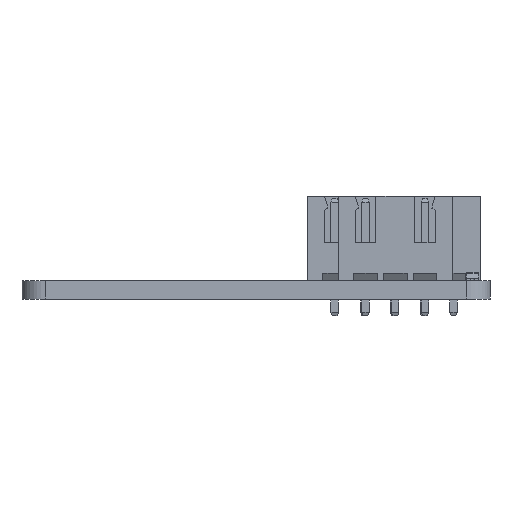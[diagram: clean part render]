
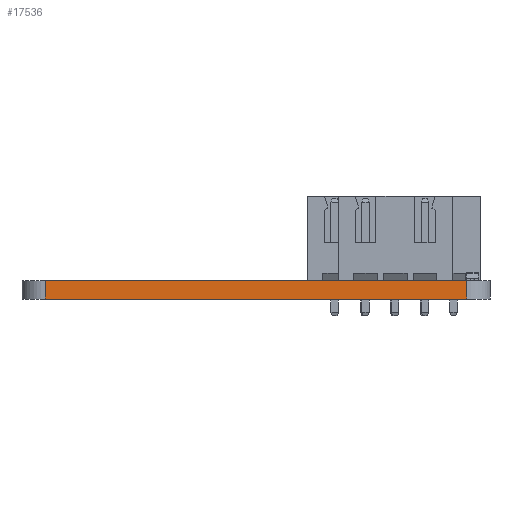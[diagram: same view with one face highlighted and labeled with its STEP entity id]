
A CAD part, front view. The second image highlights one B-rep face of the part: STEP entity #17536.
In plain terms, the highlighted planar face has unit normal (0, -1, 0).
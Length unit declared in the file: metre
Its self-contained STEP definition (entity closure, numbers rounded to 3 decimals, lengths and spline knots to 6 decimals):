
#5213=ORIENTED_EDGE('',*,*,#7597,.T.);
#5214=ORIENTED_EDGE('',*,*,#7637,.T.);
#5215=ORIENTED_EDGE('',*,*,#7628,.F.);
#5216=ORIENTED_EDGE('',*,*,#7636,.F.);
#7597=EDGE_CURVE('',#9108,#9107,#11397,.T.);
#7628=EDGE_CURVE('',#9138,#9139,#11400,.T.);
#7636=EDGE_CURVE('',#9108,#9138,#11406,.T.);
#7637=EDGE_CURVE('',#9107,#9139,#11407,.T.);
#9107=VERTEX_POINT('',#30166);
#9108=VERTEX_POINT('',#30168);
#9138=VERTEX_POINT('',#30229);
#9139=VERTEX_POINT('',#30231);
#11397=LINE('',#30167,#13665);
#11400=LINE('',#30230,#13668);
#11406=LINE('',#30245,#13674);
#11407=LINE('',#30247,#13675);
#13665=VECTOR('',#25329,1.);
#13668=VECTOR('',#25390,1.);
#13674=VECTOR('',#25406,1.);
#13675=VECTOR('',#25409,1.);
#14656=EDGE_LOOP('',(#5213,#5214,#5215,#5216));
#15688=FACE_BOUND('',#14656,.T.);
#16629=PLANE('',#21095);
#17536=ADVANCED_FACE('',(#15688),#16629,.T.);
#21095=AXIS2_PLACEMENT_3D('',#30246,#25407,#25408);
#25329=DIRECTION('',(1.,0.,0.));
#25390=DIRECTION('',(1.,0.,0.));
#25406=DIRECTION('',(0.,0.,1.));
#25407=DIRECTION('',(0.,-1.,0.));
#25408=DIRECTION('',(1.,0.,0.));
#25409=DIRECTION('',(0.,0.,1.));
#30166=CARTESIAN_POINT('',(0.038,0.,0.));
#30167=CARTESIAN_POINT('',(0.002,0.,0.));
#30168=CARTESIAN_POINT('',(0.002,0.,0.));
#30229=CARTESIAN_POINT('',(0.002,0.,0.00157));
#30230=CARTESIAN_POINT('',(0.002,0.,0.00157));
#30231=CARTESIAN_POINT('',(0.038,0.,0.00157));
#30245=CARTESIAN_POINT('',(0.002,0.,0.));
#30246=CARTESIAN_POINT('',(0.002,0.,0.));
#30247=CARTESIAN_POINT('',(0.038,0.,0.));
